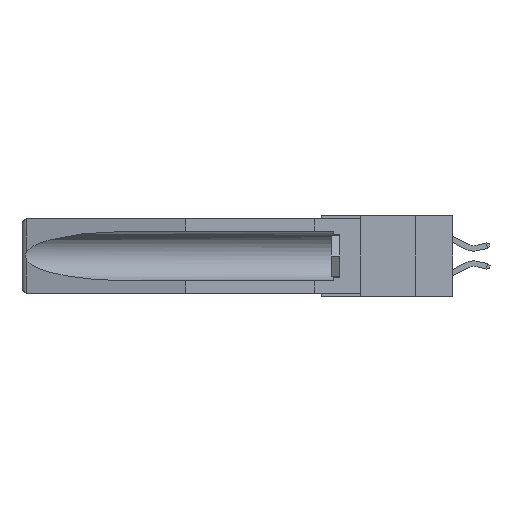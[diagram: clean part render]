
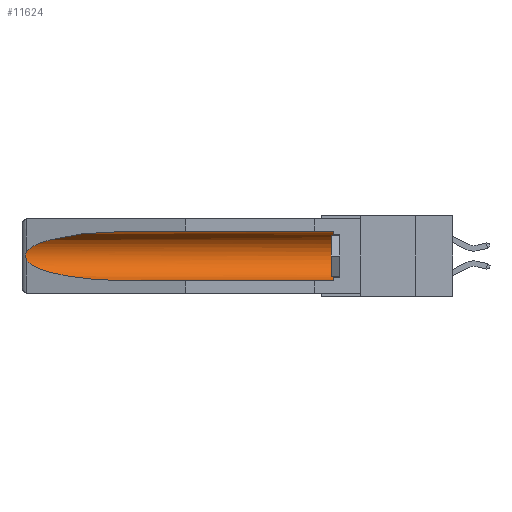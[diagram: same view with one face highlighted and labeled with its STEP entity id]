
A CAD part, left-side view. The second image highlights one B-rep face of the part: STEP entity #11624.
In plain terms, the highlighted cylindrical face has radius 2.857 mm (diameter 5.715 mm), a partial arc.
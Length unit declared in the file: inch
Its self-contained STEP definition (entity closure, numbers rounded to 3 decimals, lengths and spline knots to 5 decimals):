
#913 = DIRECTION ( 'NONE',  ( 0., 0., 1. ) ) ;
#964 = ORIENTED_EDGE ( 'NONE', *, *, #20468, .T. ) ;
#1019 = CARTESIAN_POINT ( 'NONE',  ( 0.26597, 1.52961, -0.15275 ) ) ;
#1119 = EDGE_CURVE ( 'NONE', #15812, #14685, #17876, .T. ) ;
#1123 = ORIENTED_EDGE ( 'NONE', *, *, #22456, .T. ) ;
#1478 = DIRECTION ( 'NONE',  ( 0., 0., 1. ) ) ;
#1874 = CARTESIAN_POINT ( 'NONE',  ( 0.155, -0.30754, -0.059 ) ) ;
#2015 = AXIS2_PLACEMENT_3D ( 'NONE', #15125, #4434, #913 ) ;
#3424 = CARTESIAN_POINT ( 'NONE',  ( 0.25451, 1.48313, -0.24835 ) ) ;
#3719 = VERTEX_POINT ( 'NONE', #15584 ) ;
#3883 = CARTESIAN_POINT ( 'NONE',  ( 0.155, 1.07973, -0.059 ) ) ;
#4030 = FACE_OUTER_BOUND ( 'NONE', #15112, .T. ) ;
#4434 = DIRECTION ( 'NONE',  ( 0., -1., 0. ) ) ;
#4614 = CARTESIAN_POINT ( 'NONE',  ( 0.2673, 1.53269, -0.17917 ) ) ;
#5349 = CARTESIAN_POINT ( 'NONE',  ( 0.155, 0.126, -0.284 ) ) ;
#5697 = EDGE_CURVE ( 'NONE', #17834, #14685, #19013, .T. ) ;
#6067 = VERTEX_POINT ( 'NONE', #16919 ) ;
#6331 = CARTESIAN_POINT ( 'NONE',  ( 0.26537, 1.52718, -0.14972 ) ) ;
#6933 = CARTESIAN_POINT ( 'NONE',  ( 0.26537, 1.52718, -0.19328 ) ) ;
#7796 = CARTESIAN_POINT ( 'NONE',  ( 0.25451, 1.48313, -0.09465 ) ) ;
#7983 = CARTESIAN_POINT ( 'NONE',  ( 0.2673, 1.5327, -0.16383 ) ) ;
#8137 = CARTESIAN_POINT ( 'NONE',  ( 0.2675, 1.53308, -0.17534 ) ) ;
#8786 = ORIENTED_EDGE ( 'NONE', *, *, #5697, .F. ) ;
#9414 = DIRECTION ( 'NONE',  ( 0., 1., 0. ) ) ;
#9753 = CARTESIAN_POINT ( 'NONE',  ( 0.2675, 1.53308, -0.16763 ) ) ;
#9826 = LINE ( 'NONE', #1874, #13731 ) ;
#10994 = B_SPLINE_CURVE_WITH_KNOTS ( 'NONE', 3,
 ( #6331, #1019, #15302, #7983, #9753, #8137, #4614, #20548, #17107, #11418 ),
 .UNSPECIFIED., .F., .F.,
 ( 4, 2, 2, 2, 4 ),
 ( 0., 0.00029, 0.00058, 0.00087, 0.00117 ),
 .UNSPECIFIED. ) ;
#11418 = CARTESIAN_POINT ( 'NONE',  ( 0.26537, 1.52718, -0.19328 ) ) ;
#11624 = ADVANCED_FACE ( 'NONE', ( #4030 ), #17698, .F. ) ;
#12011 = EDGE_CURVE ( 'NONE', #17834, #3719, #20985, .T. ) ;
#12086 = VECTOR ( 'NONE', #9414, 39.37008 ) ;
#12452 = CARTESIAN_POINT ( 'NONE',  ( 0.155, 1.07973, -0.284 ) ) ;
#12662 = ORIENTED_EDGE ( 'NONE', *, *, #15002, .T. ) ;
#13450 = CARTESIAN_POINT ( 'NONE',  ( 0.26537, 1.52718, -0.14972 ) ) ;
#13731 = VECTOR ( 'NONE', #14333, 39.37008 ) ;
#14321 = ORIENTED_EDGE ( 'NONE', *, *, #1119, .T. ) ;
#14333 = DIRECTION ( 'NONE',  ( 0., 1., 0. ) ) ;
#14685 = VERTEX_POINT ( 'NONE', #12452 ) ;
#14905 = CARTESIAN_POINT ( 'NONE',  ( 0.155, -0.30754, -0.284 ) ) ;
#15002 = EDGE_CURVE ( 'NONE', #6067, #15808, #19544, .T. ) ;
#15112 = EDGE_LOOP ( 'NONE', ( #12662, #1123, #14321, #8786, #15501, #964 ) ) ;
#15125 = CARTESIAN_POINT ( 'NONE',  ( 0.155, 0.126, -0.1715 ) ) ;
#15302 = CARTESIAN_POINT ( 'NONE',  ( 0.26654, 1.53092, -0.15636 ) ) ;
#15501 = ORIENTED_EDGE ( 'NONE', *, *, #12011, .T. ) ;
#15521 = CARTESIAN_POINT ( 'NONE',  ( 0.155, -0.30754, -0.1715 ) ) ;
#15584 = CARTESIAN_POINT ( 'NONE',  ( 0.155, 0.126, -0.059 ) ) ;
#15808 = VERTEX_POINT ( 'NONE', #13450 ) ;
#15812 = VERTEX_POINT ( 'NONE', #20478 ) ;
#16374 = CARTESIAN_POINT ( 'NONE',  ( 0.21114, 1.30732, -0.059 ) ) ;
#16919 = CARTESIAN_POINT ( 'NONE',  ( 0.155, 1.07973, -0.059 ) ) ;
#17107 = CARTESIAN_POINT ( 'NONE',  ( 0.26597, 1.5296, -0.19026 ) ) ;
#17698 = CYLINDRICAL_SURFACE ( 'NONE', #22747, 0.1125 ) ;
#17834 = VERTEX_POINT ( 'NONE', #5349 ) ;
#17876 =( BOUNDED_CURVE ( )  B_SPLINE_CURVE ( 3, ( #6933, #3424, #19387, #21164 ),
 .UNSPECIFIED., .F., .F. ) 
 B_SPLINE_CURVE_WITH_KNOTS ( ( 4, 4 ),
 ( 0.1948, 1.5708 ),
 .UNSPECIFIED. ) 
 CURVE ( )  GEOMETRIC_REPRESENTATION_ITEM ( )  RATIONAL_B_SPLINE_CURVE ( ( 1., 0.848, 0.848, 1. ) ) 
 REPRESENTATION_ITEM ( '' )  );
#18158 = CARTESIAN_POINT ( 'NONE',  ( 0.26537, 1.52718, -0.14972 ) ) ;
#18999 = DIRECTION ( 'NONE',  ( 0., 1., 0. ) ) ;
#19013 = LINE ( 'NONE', #14905, #12086 ) ;
#19387 = CARTESIAN_POINT ( 'NONE',  ( 0.21114, 1.30732, -0.284 ) ) ;
#19544 =( BOUNDED_CURVE ( )  B_SPLINE_CURVE ( 3, ( #3883, #16374, #7796, #18158 ),
 .UNSPECIFIED., .F., .F. ) 
 B_SPLINE_CURVE_WITH_KNOTS ( ( 4, 4 ),
 ( 4.71239, 6.08839 ),
 .UNSPECIFIED. ) 
 CURVE ( )  GEOMETRIC_REPRESENTATION_ITEM ( )  RATIONAL_B_SPLINE_CURVE ( ( 1., 0.848, 0.848, 1. ) ) 
 REPRESENTATION_ITEM ( '' )  );
#20468 = EDGE_CURVE ( 'NONE', #3719, #6067, #9826, .T. ) ;
#20478 = CARTESIAN_POINT ( 'NONE',  ( 0.26537, 1.52718, -0.19328 ) ) ;
#20548 = CARTESIAN_POINT ( 'NONE',  ( 0.26655, 1.53094, -0.18657 ) ) ;
#20985 = CIRCLE ( 'NONE', #2015, 0.1125 ) ;
#21164 = CARTESIAN_POINT ( 'NONE',  ( 0.155, 1.07973, -0.284 ) ) ;
#22456 = EDGE_CURVE ( 'NONE', #15808, #15812, #10994, .T. ) ;
#22747 = AXIS2_PLACEMENT_3D ( 'NONE', #15521, #18999, #1478 ) ;
